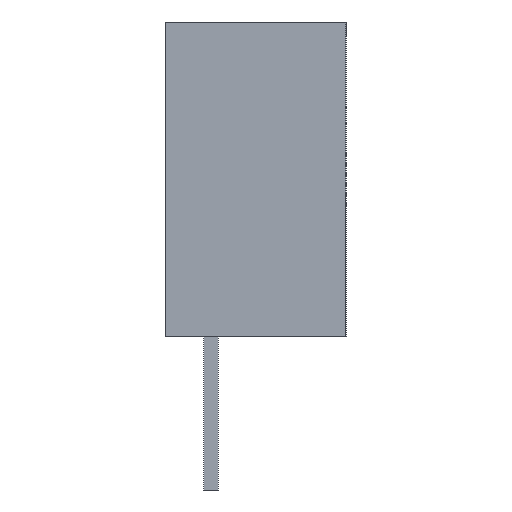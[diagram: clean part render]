
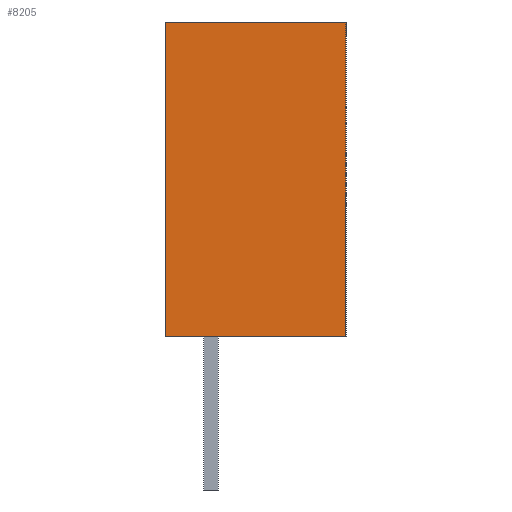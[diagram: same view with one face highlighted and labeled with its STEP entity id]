
A CAD part, left-side view. The second image highlights one B-rep face of the part: STEP entity #8205.
In plain terms, the highlighted planar face has unit normal (-1, 0, 0).
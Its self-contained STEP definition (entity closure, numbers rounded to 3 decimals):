
#1462 = VERTEX_POINT('',#1463);
#1463 = CARTESIAN_POINT('',(-45.974,8.89,2.54));
#1469 = EDGE_CURVE('',#1462,#1470,#1472,.T.);
#1470 = VERTEX_POINT('',#1471);
#1471 = CARTESIAN_POINT('',(-45.974,0.,2.54));
#1472 = LINE('',#1473,#1474);
#1473 = CARTESIAN_POINT('',(-45.974,8.89,2.54));
#1474 = VECTOR('',#1475,1.);
#1475 = DIRECTION('',(0.,-1.,0.));
#1510 = VERTEX_POINT('',#1511);
#1511 = CARTESIAN_POINT('',(-45.974,0.,-2.54));
#1517 = EDGE_CURVE('',#1518,#1510,#1520,.T.);
#1518 = VERTEX_POINT('',#1519);
#1519 = CARTESIAN_POINT('',(-45.974,8.89,-2.54));
#1520 = LINE('',#1521,#1522);
#1521 = CARTESIAN_POINT('',(-45.974,8.89,-2.54));
#1522 = VECTOR('',#1523,1.);
#1523 = DIRECTION('',(0.,-1.,0.));
#1634 = EDGE_CURVE('',#1510,#1470,#1635,.T.);
#1635 = LINE('',#1636,#1637);
#1636 = CARTESIAN_POINT('',(-45.974,0.,-2.54));
#1637 = VECTOR('',#1638,1.);
#1638 = DIRECTION('',(0.,0.,1.));
#6947 = EDGE_CURVE('',#1518,#1462,#6948,.T.);
#6948 = LINE('',#6949,#6950);
#6949 = CARTESIAN_POINT('',(-45.974,8.89,-2.54));
#6950 = VECTOR('',#6951,1.);
#6951 = DIRECTION('',(0.,0.,1.));
#8205 = ADVANCED_FACE('',(#8206),#8212,.F.);
#8206 = FACE_BOUND('',#8207,.T.);
#8207 = EDGE_LOOP('',(#8208,#8209,#8210,#8211));
#8208 = ORIENTED_EDGE('',*,*,#1634,.T.);
#8209 = ORIENTED_EDGE('',*,*,#1469,.F.);
#8210 = ORIENTED_EDGE('',*,*,#6947,.F.);
#8211 = ORIENTED_EDGE('',*,*,#1517,.T.);
#8212 = PLANE('',#8213);
#8213 = AXIS2_PLACEMENT_3D('',#8214,#8215,#8216);
#8214 = CARTESIAN_POINT('',(-45.974,8.89,-2.54));
#8215 = DIRECTION('',(1.,0.,0.));
#8216 = DIRECTION('',(0.,0.,-1.));
